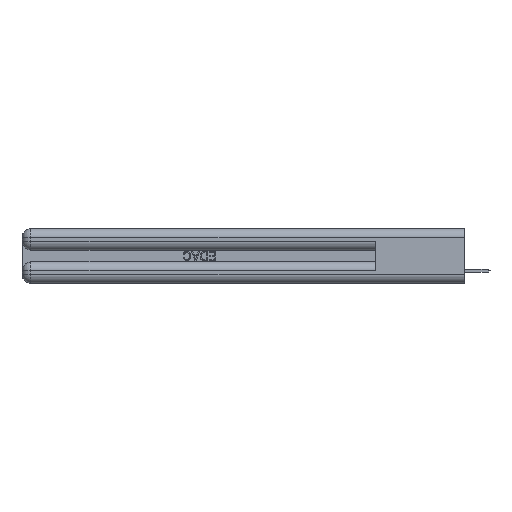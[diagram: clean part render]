
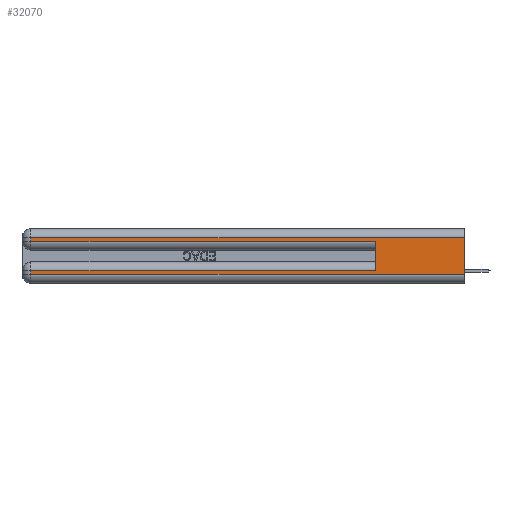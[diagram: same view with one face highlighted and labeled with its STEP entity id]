
A CAD part, left-side view. The second image highlights one B-rep face of the part: STEP entity #32070.
In plain terms, the highlighted planar face has unit normal (-1, 0, 0).
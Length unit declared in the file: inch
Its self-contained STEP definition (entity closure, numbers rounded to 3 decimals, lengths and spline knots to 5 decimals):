
#800 = CARTESIAN_POINT ( 'NONE',  ( 0., 0.6, 0.285 ) ) ;
#895 = CARTESIAN_POINT ( 'NONE',  ( 0., 0.6, 0.145 ) ) ;
#1439 = CARTESIAN_POINT ( 'NONE',  ( 0., 2.94, 0.37 ) ) ;
#1538 = EDGE_LOOP ( 'NONE', ( #52534, #8229, #16897, #30299, #40203, #39055, #9466, #26332 ) ) ;
#1730 = LINE ( 'NONE', #20773, #11829 ) ;
#2676 = VECTOR ( 'NONE', #43568, 39.37008 ) ;
#3109 = DIRECTION ( 'NONE',  ( 0., 1., 0. ) ) ;
#3511 = DIRECTION ( 'NONE',  ( 0., -1., 0. ) ) ;
#4312 = CARTESIAN_POINT ( 'NONE',  ( 0., 0., 0.37 ) ) ;
#4885 = EDGE_CURVE ( 'NONE', #29293, #9226, #39092, .T. ) ;
#5144 = EDGE_CURVE ( 'NONE', #27673, #47405, #18349, .T. ) ;
#5360 = CARTESIAN_POINT ( 'NONE',  ( 0., 0., 0.31 ) ) ;
#6615 = EDGE_CURVE ( 'NONE', #48350, #40938, #46975, .T. ) ;
#8229 = ORIENTED_EDGE ( 'NONE', *, *, #5144, .T. ) ;
#9226 = VERTEX_POINT ( 'NONE', #38170 ) ;
#9466 = ORIENTED_EDGE ( 'NONE', *, *, #31936, .T. ) ;
#10101 = DIRECTION ( 'NONE',  ( 0., 0., -1. ) ) ;
#10358 = CARTESIAN_POINT ( 'NONE',  ( 0., 0., 0.31 ) ) ;
#11829 = VECTOR ( 'NONE', #21500, 39.37008 ) ;
#12194 = DIRECTION ( 'NONE',  ( 0., 0., -1. ) ) ;
#12547 = EDGE_CURVE ( 'NONE', #27673, #22094, #30455, .T. ) ;
#12827 = VECTOR ( 'NONE', #10101, 39.37008 ) ;
#16897 = ORIENTED_EDGE ( 'NONE', *, *, #22489, .T. ) ;
#17917 = DIRECTION ( 'NONE',  ( 0., 1., 0. ) ) ;
#18349 = LINE ( 'NONE', #5360, #55100 ) ;
#19703 = VECTOR ( 'NONE', #26396, 39.37008 ) ;
#20773 = CARTESIAN_POINT ( 'NONE',  ( 0., 2.94, 0.37 ) ) ;
#21201 = EDGE_CURVE ( 'NONE', #36356, #22094, #22367, .T. ) ;
#21500 = DIRECTION ( 'NONE',  ( 0., 0., -1. ) ) ;
#22094 = VERTEX_POINT ( 'NONE', #24701 ) ;
#22367 = LINE ( 'NONE', #30876, #19703 ) ;
#22489 = EDGE_CURVE ( 'NONE', #47405, #48350, #36937, .T. ) ;
#23107 = CARTESIAN_POINT ( 'NONE',  ( 0., 2.94, 0.285 ) ) ;
#24270 = CARTESIAN_POINT ( 'NONE',  ( 0., 0., 0.285 ) ) ;
#24701 = CARTESIAN_POINT ( 'NONE',  ( 0., 0., 0.06 ) ) ;
#26332 = ORIENTED_EDGE ( 'NONE', *, *, #21201, .T. ) ;
#26396 = DIRECTION ( 'NONE',  ( 0., -1., 0. ) ) ;
#27639 = PLANE ( 'NONE',  #45978 ) ;
#27673 = VERTEX_POINT ( 'NONE', #10358 ) ;
#29293 = VERTEX_POINT ( 'NONE', #42350 ) ;
#30080 = EDGE_CURVE ( 'NONE', #29293, #40938, #38864, .T. ) ;
#30299 = ORIENTED_EDGE ( 'NONE', *, *, #6615, .T. ) ;
#30455 = LINE ( 'NONE', #32159, #36467 ) ;
#30876 = CARTESIAN_POINT ( 'NONE',  ( 0., 0., 0.06 ) ) ;
#31936 = EDGE_CURVE ( 'NONE', #9226, #36356, #1730, .T. ) ;
#32070 = ADVANCED_FACE ( 'NONE', ( #36566 ), #27639, .F. ) ;
#32159 = CARTESIAN_POINT ( 'NONE',  ( 0., 0., 0.37 ) ) ;
#33450 = CARTESIAN_POINT ( 'NONE',  ( 0., 0., 0.085 ) ) ;
#35639 = VECTOR ( 'NONE', #3511, 39.37008 ) ;
#36356 = VERTEX_POINT ( 'NONE', #46178 ) ;
#36467 = VECTOR ( 'NONE', #53063, 39.37008 ) ;
#36566 = FACE_OUTER_BOUND ( 'NONE', #1538, .T. ) ;
#36937 = LINE ( 'NONE', #1439, #12827 ) ;
#38170 = CARTESIAN_POINT ( 'NONE',  ( 0., 2.94, 0.085 ) ) ;
#38544 = DIRECTION ( 'NONE',  ( 1., 0., 0. ) ) ;
#38864 = LINE ( 'NONE', #895, #2676 ) ;
#39055 = ORIENTED_EDGE ( 'NONE', *, *, #4885, .T. ) ;
#39092 = LINE ( 'NONE', #33450, #40412 ) ;
#40203 = ORIENTED_EDGE ( 'NONE', *, *, #30080, .F. ) ;
#40412 = VECTOR ( 'NONE', #3109, 39.37008 ) ;
#40938 = VERTEX_POINT ( 'NONE', #800 ) ;
#42350 = CARTESIAN_POINT ( 'NONE',  ( 0., 0.6, 0.085 ) ) ;
#43568 = DIRECTION ( 'NONE',  ( 0., 0., 1. ) ) ;
#45978 = AXIS2_PLACEMENT_3D ( 'NONE', #4312, #38544, #12194 ) ;
#46178 = CARTESIAN_POINT ( 'NONE',  ( 0., 2.94, 0.06 ) ) ;
#46975 = LINE ( 'NONE', #24270, #35639 ) ;
#47405 = VERTEX_POINT ( 'NONE', #51585 ) ;
#48350 = VERTEX_POINT ( 'NONE', #23107 ) ;
#51585 = CARTESIAN_POINT ( 'NONE',  ( 0., 2.94, 0.31 ) ) ;
#52534 = ORIENTED_EDGE ( 'NONE', *, *, #12547, .F. ) ;
#53063 = DIRECTION ( 'NONE',  ( 0., 0., -1. ) ) ;
#55100 = VECTOR ( 'NONE', #17917, 39.37008 ) ;
